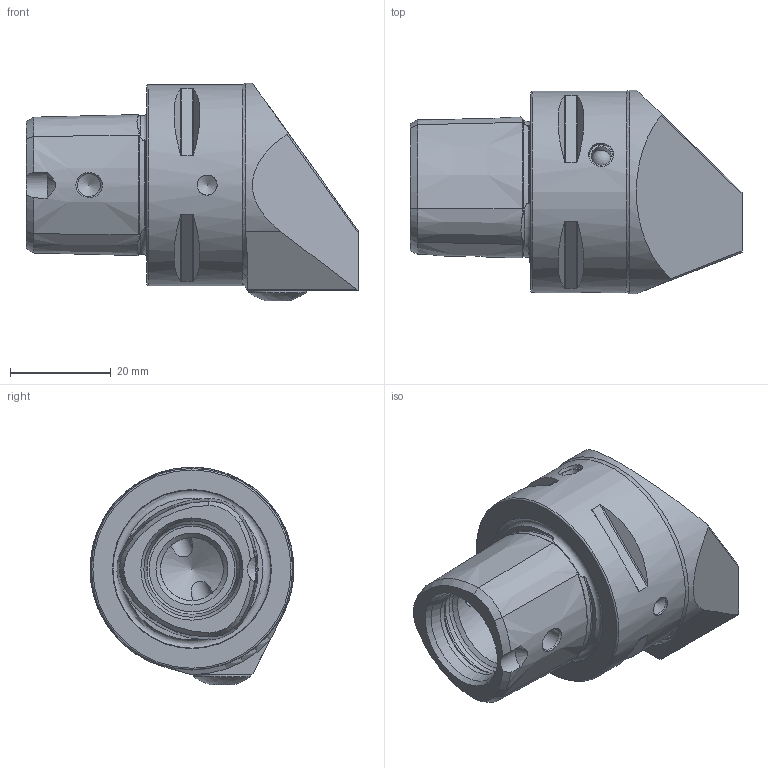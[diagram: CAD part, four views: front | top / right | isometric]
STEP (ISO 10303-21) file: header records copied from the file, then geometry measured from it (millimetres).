
FILE_DESCRIPTION (( 'STEP AP214' ), '1' );
FILE_NAME ('PS4.LW3.R11.042.STEP', '2022-06-20T13:44:09', ( '' ), ( '' ), 'SwSTEP 2.0', 'SolidWorks 2017', '' );
FILE_SCHEMA (( 'AUTOMOTIVE_DESIGN' ));
Length unit declared in the file: millimetre
Products named in the file (6): LW3-ER1.012.014_C_Standard<Wie bearbeitet>; LW3-ER1.012.014; PS4.LW3.R11.042; KVT_MB_600_050; PS4-LW3.R11.042_A; DIN 3771 - 7x1
Assembly tree (6 placements, depth 3):
  PS4.LW3.R11.042
    PS4-LW3.R11.042_A
    LW3-ER1.012.014
      LW3-ER1.012.014_C_Standard<Wie bearbeitet>
      DIN 3771 - 7x1  x2
    KVT_MB_600_050
Bounding box: 66 x 40.48 x 43.25 mm (x, y, z)
Volume: 45952 mm3; surface area: 12844.7 mm2
Topology: 6 solids, 6 shells, 223 faces, 550 edges, 337 vertices
Faces by surface type: plane 66, cylinder 65, cone 58, torus 24, sphere 5, bspline 5
Full cylindrical faces by diameter (mm): 1 x1, 2.4 x1, 4 x2, 4.2 x3, 4.6 x2, 5 x3, 7 x1, 7.7 x2, 9.213 x1, 9.5 x5, 11.4 x1, 12.5 x1, 18 x2, 20 x1, 40 x1
Entity records: 7647 total; most frequent: CARTESIAN_POINT 2735, DIRECTION 962, ORIENTED_EDGE 902, EDGE_CURVE 451, AXIS2_PLACEMENT_3D 418, VERTEX_POINT 308, EDGE_LOOP 299, FACE_OUTER_BOUND 255
